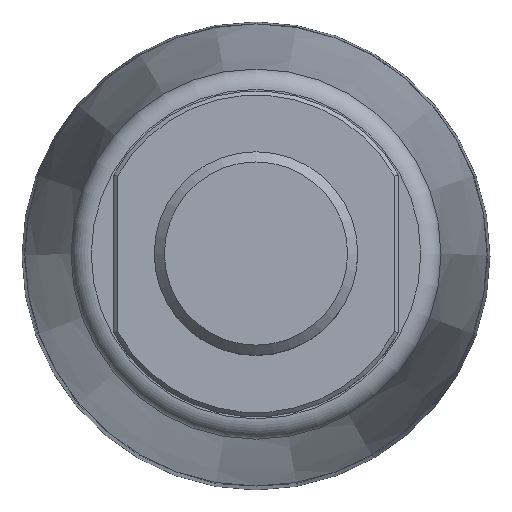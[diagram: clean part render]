
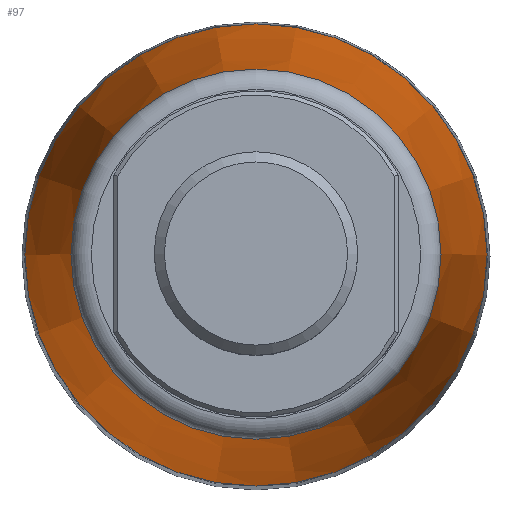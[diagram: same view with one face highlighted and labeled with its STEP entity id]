
A CAD part, top view. The second image highlights one B-rep face of the part: STEP entity #97.
In plain terms, the highlighted conical face has half-angle 5.592 degrees and reference radius 9 mm.
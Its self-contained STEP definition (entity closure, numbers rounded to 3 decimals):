
#97 = ADVANCED_FACE( '', ( #220, #221 ), #222, .T. );
#220 = FACE_BOUND( '', #376, .T. );
#221 = FACE_OUTER_BOUND( '', #377, .T. );
#222 = CONICAL_SURFACE( '', #378, 9., 0.098 );
#376 = EDGE_LOOP( '', ( #587 ) );
#377 = EDGE_LOOP( '', ( #588 ) );
#378 = AXIS2_PLACEMENT_3D( '', #589, #590, #591 );
#587 = ORIENTED_EDGE( '', *, *, #848, .T. );
#588 = ORIENTED_EDGE( '', *, *, #832, .F. );
#589 = CARTESIAN_POINT( '', ( 0., 0., 39.7 ) );
#590 = DIRECTION( '', ( 0., 0., -1. ) );
#591 = DIRECTION( '', ( -1., 0., 0. ) );
#832 = EDGE_CURVE( '', #974, #974, #975, .T. );
#848 = EDGE_CURVE( '', #998, #998, #999, .F. );
#974 = VERTEX_POINT( '', #1180 );
#975 = CIRCLE( '', #1181, 11.35 );
#998 = VERTEX_POINT( '', #1209 );
#999 = CIRCLE( '', #1210, 9.088 );
#1180 = CARTESIAN_POINT( '', ( -11.35, 0., 15.7 ) );
#1181 = AXIS2_PLACEMENT_3D( '', #1348, #1349, #1350 );
#1209 = CARTESIAN_POINT( '', ( 9.088, 0., 38.797 ) );
#1210 = AXIS2_PLACEMENT_3D( '', #1371, #1372, #1373 );
#1348 = CARTESIAN_POINT( '', ( 0., 0., 15.7 ) );
#1349 = DIRECTION( '', ( 0., 0., -1. ) );
#1350 = DIRECTION( '', ( -1., 0., 0. ) );
#1371 = CARTESIAN_POINT( '', ( 0., 0., 38.797 ) );
#1372 = DIRECTION( '', ( 0., 0., 1. ) );
#1373 = DIRECTION( '', ( 1., 0., 0. ) );
